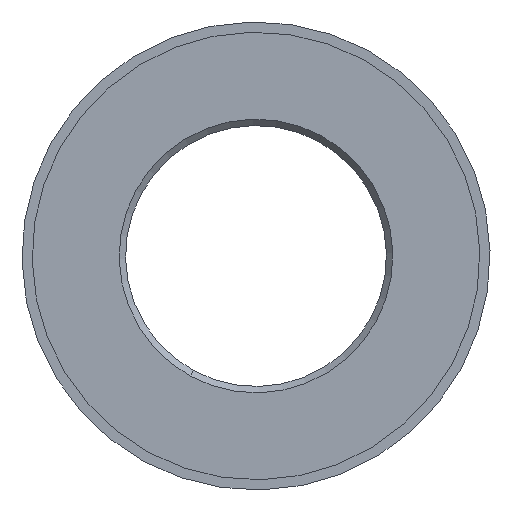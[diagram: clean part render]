
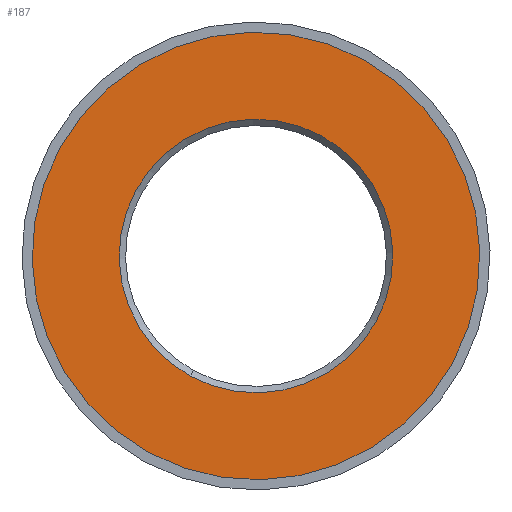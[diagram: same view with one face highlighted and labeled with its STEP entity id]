
A CAD part, front view. The second image highlights one B-rep face of the part: STEP entity #187.
In plain terms, the highlighted planar face has unit normal (0, -1, 0).
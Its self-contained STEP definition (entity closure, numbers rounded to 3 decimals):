
#137=CARTESIAN_POINT('Axis2P3D Location',(0.,0.,17.5)) ;
#146=CARTESIAN_POINT('Axis2P3D Location',(0.,0.,0.)) ;
#150=CARTESIAN_POINT('Vertex',(-8.39,0.,-15.358)) ;
#152=CARTESIAN_POINT('Vertex',(8.39,0.,15.358)) ;
#155=CARTESIAN_POINT('Axis2P3D Location',(0.,0.,0.)) ;
#169=CARTESIAN_POINT('Axis2P3D Location',(0.,0.,0.)) ;
#173=CARTESIAN_POINT('Vertex',(-5.13,0.,-9.39)) ;
#175=CARTESIAN_POINT('Vertex',(5.13,0.,9.39)) ;
#178=CARTESIAN_POINT('Axis2P3D Location',(0.,0.,0.)) ;
#138=DIRECTION('Axis2P3D Direction',(0.,1.,0.)) ;
#139=DIRECTION('Axis2P3D XDirection',(1.,-0.,0.)) ;
#147=DIRECTION('Axis2P3D Direction',(0.,1.,0.)) ;
#156=DIRECTION('Axis2P3D Direction',(0.,1.,0.)) ;
#170=DIRECTION('Axis2P3D Direction',(0.,1.,0.)) ;
#179=DIRECTION('Axis2P3D Direction',(0.,1.,0.)) ;
#140=AXIS2_PLACEMENT_3D('Plane Axis2P3D',#137,#138,#139) ;
#148=AXIS2_PLACEMENT_3D('Circle Axis2P3D',#146,#147,$) ;
#157=AXIS2_PLACEMENT_3D('Circle Axis2P3D',#155,#156,$) ;
#171=AXIS2_PLACEMENT_3D('Circle Axis2P3D',#169,#170,$) ;
#180=AXIS2_PLACEMENT_3D('Circle Axis2P3D',#178,#179,$) ;
#166=ORIENTED_EDGE('',*,*,#159,.F.) ;
#167=ORIENTED_EDGE('',*,*,#154,.F.) ;
#184=ORIENTED_EDGE('',*,*,#177,.T.) ;
#185=ORIENTED_EDGE('',*,*,#182,.T.) ;
#186=FACE_BOUND('',#183,.T.) ;
#187=ADVANCED_FACE('Corps principal',(#168,#186),#141,.F.) ;
#149=CIRCLE('generated circle',#148,17.5) ;
#158=CIRCLE('generated circle',#157,17.5) ;
#172=CIRCLE('generated circle',#171,10.7) ;
#181=CIRCLE('generated circle',#180,10.7) ;
#154=EDGE_CURVE('',#151,#153,#149,.T.) ;
#159=EDGE_CURVE('',#153,#151,#158,.T.) ;
#177=EDGE_CURVE('',#174,#176,#172,.T.) ;
#182=EDGE_CURVE('',#176,#174,#181,.T.) ;
#165=EDGE_LOOP('',(#166,#167)) ;
#183=EDGE_LOOP('',(#184,#185)) ;
#168=FACE_OUTER_BOUND('',#165,.T.) ;
#141=PLANE('Plane',#140) ;
#151=VERTEX_POINT('',#150) ;
#153=VERTEX_POINT('',#152) ;
#174=VERTEX_POINT('',#173) ;
#176=VERTEX_POINT('',#175) ;
